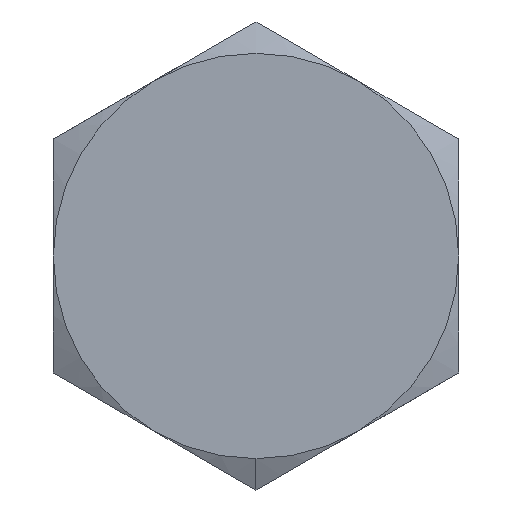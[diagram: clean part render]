
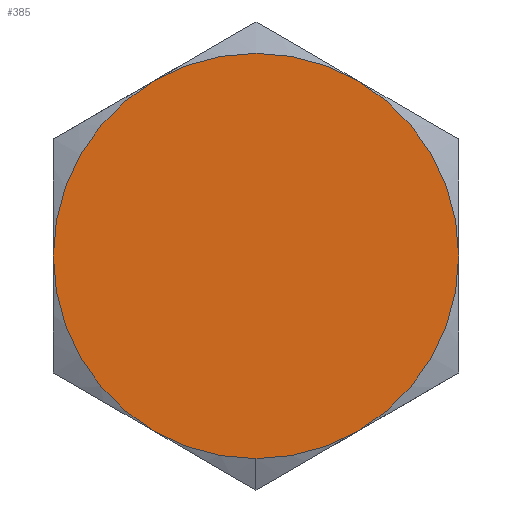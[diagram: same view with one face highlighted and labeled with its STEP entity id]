
A CAD part, left-side view. The second image highlights one B-rep face of the part: STEP entity #385.
In plain terms, the highlighted planar face has unit normal (-1, 0, 0).
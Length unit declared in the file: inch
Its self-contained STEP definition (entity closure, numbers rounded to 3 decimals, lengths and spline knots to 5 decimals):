
#70 = DIRECTION ( 'NONE',  ( 1., 0., 0. ) ) ;
#145 = DIRECTION ( 'NONE',  ( 1., 0., 0. ) ) ;
#158 = VERTEX_POINT ( 'NONE', #442 ) ;
#198 = ORIENTED_EDGE ( 'NONE', *, *, #1212, .F. ) ;
#214 = ORIENTED_EDGE ( 'NONE', *, *, #2552, .F. ) ;
#249 = CIRCLE ( 'NONE', #708, 0.28125 ) ;
#256 = DIRECTION ( 'NONE',  ( 1., 0., 0. ) ) ;
#286 = DIRECTION ( 'NONE',  ( 1., 0., 0. ) ) ;
#307 = CARTESIAN_POINT ( 'NONE',  ( 0., 0., 0. ) ) ;
#320 = CIRCLE ( 'NONE', #443, 0.28125 ) ;
#346 = CIRCLE ( 'NONE', #2682, 0.28125 ) ;
#352 = AXIS2_PLACEMENT_3D ( 'NONE', #1591, #256, #926 ) ;
#358 = ORIENTED_EDGE ( 'NONE', *, *, #2062, .F. ) ;
#383 = PLANE ( 'NONE',  #1856 ) ;
#385 = ADVANCED_FACE ( 'NONE', ( #1037 ), #383, .F. ) ;
#430 = VERTEX_POINT ( 'NONE', #887 ) ;
#442 = CARTESIAN_POINT ( 'NONE',  ( 0., -0.14063, 0.24357 ) ) ;
#443 = AXIS2_PLACEMENT_3D ( 'NONE', #307, #2281, #968 ) ;
#477 = VERTEX_POINT ( 'NONE', #646 ) ;
#585 = VERTEX_POINT ( 'NONE', #1115 ) ;
#594 = CIRCLE ( 'NONE', #659, 0.28125 ) ;
#646 = CARTESIAN_POINT ( 'NONE',  ( 0., 0.28125, 0. ) ) ;
#659 = AXIS2_PLACEMENT_3D ( 'NONE', #1996, #2707, #2694 ) ;
#673 = DIRECTION ( 'NONE',  ( 0., 0., -1. ) ) ;
#703 = CARTESIAN_POINT ( 'NONE',  ( 0., 0., 0. ) ) ;
#708 = AXIS2_PLACEMENT_3D ( 'NONE', #703, #286, #2043 ) ;
#709 = CARTESIAN_POINT ( 'NONE',  ( 0., -0.14063, -0.24357 ) ) ;
#887 = CARTESIAN_POINT ( 'NONE',  ( 0., 0.14063, -0.24357 ) ) ;
#926 = DIRECTION ( 'NONE',  ( 0., 0., -1. ) ) ;
#927 = VERTEX_POINT ( 'NONE', #1218 ) ;
#929 = VERTEX_POINT ( 'NONE', #2758 ) ;
#939 = ORIENTED_EDGE ( 'NONE', *, *, #1803, .F. ) ;
#940 = EDGE_LOOP ( 'NONE', ( #358, #198, #1660, #214, #1872, #2671, #939 ) ) ;
#948 = CARTESIAN_POINT ( 'NONE',  ( 0., 0., 0. ) ) ;
#950 = CIRCLE ( 'NONE', #352, 0.28125 ) ;
#968 = DIRECTION ( 'NONE',  ( 0., 0., -1. ) ) ;
#1007 = CARTESIAN_POINT ( 'NONE',  ( 0., 0., 0. ) ) ;
#1037 = FACE_OUTER_BOUND ( 'NONE', #940, .T. ) ;
#1049 = EDGE_CURVE ( 'NONE', #158, #585, #950, .T. ) ;
#1115 = CARTESIAN_POINT ( 'NONE',  ( 0., -0.28125, 0. ) ) ;
#1212 = EDGE_CURVE ( 'NONE', #585, #1633, #320, .T. ) ;
#1218 = CARTESIAN_POINT ( 'NONE',  ( 0., 0., -0.28125 ) ) ;
#1272 = DIRECTION ( 'NONE',  ( 0., 0., -1. ) ) ;
#1471 = DIRECTION ( 'NONE',  ( 0., 0., -1. ) ) ;
#1490 = CARTESIAN_POINT ( 'NONE',  ( 0., 0., 0. ) ) ;
#1591 = CARTESIAN_POINT ( 'NONE',  ( 0., 0., 0. ) ) ;
#1633 = VERTEX_POINT ( 'NONE', #709 ) ;
#1660 = ORIENTED_EDGE ( 'NONE', *, *, #1049, .F. ) ;
#1666 = CIRCLE ( 'NONE', #1698, 0.28125 ) ;
#1698 = AXIS2_PLACEMENT_3D ( 'NONE', #948, #2492, #2035 ) ;
#1803 = EDGE_CURVE ( 'NONE', #927, #430, #2890, .T. ) ;
#1856 = AXIS2_PLACEMENT_3D ( 'NONE', #1490, #145, #1272 ) ;
#1872 = ORIENTED_EDGE ( 'NONE', *, *, #2653, .F. ) ;
#1996 = CARTESIAN_POINT ( 'NONE',  ( 0., 0., 0. ) ) ;
#2006 = DIRECTION ( 'NONE',  ( 1., 0., 0. ) ) ;
#2035 = DIRECTION ( 'NONE',  ( 0., 0., -1. ) ) ;
#2043 = DIRECTION ( 'NONE',  ( 0., 0., -1. ) ) ;
#2062 = EDGE_CURVE ( 'NONE', #1633, #927, #249, .T. ) ;
#2098 = EDGE_CURVE ( 'NONE', #430, #477, #594, .T. ) ;
#2166 = AXIS2_PLACEMENT_3D ( 'NONE', #2190, #2006, #673 ) ;
#2190 = CARTESIAN_POINT ( 'NONE',  ( 0., 0., 0. ) ) ;
#2281 = DIRECTION ( 'NONE',  ( 1., 0., 0. ) ) ;
#2492 = DIRECTION ( 'NONE',  ( 1., 0., 0. ) ) ;
#2552 = EDGE_CURVE ( 'NONE', #929, #158, #1666, .T. ) ;
#2653 = EDGE_CURVE ( 'NONE', #477, #929, #346, .T. ) ;
#2671 = ORIENTED_EDGE ( 'NONE', *, *, #2098, .F. ) ;
#2682 = AXIS2_PLACEMENT_3D ( 'NONE', #1007, #70, #1471 ) ;
#2694 = DIRECTION ( 'NONE',  ( 0., 0., -1. ) ) ;
#2707 = DIRECTION ( 'NONE',  ( 1., 0., 0. ) ) ;
#2758 = CARTESIAN_POINT ( 'NONE',  ( 0., 0.14063, 0.24357 ) ) ;
#2890 = CIRCLE ( 'NONE', #2166, 0.28125 ) ;
